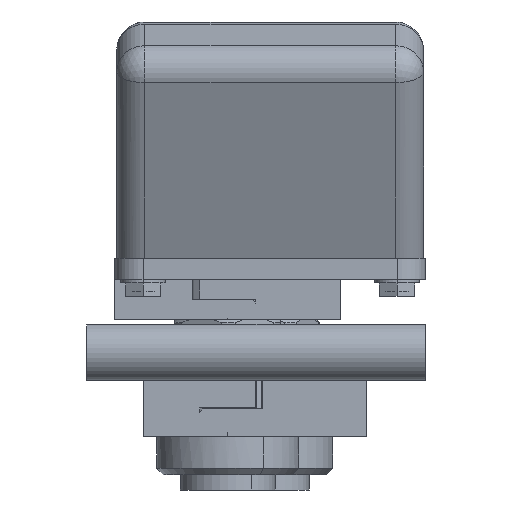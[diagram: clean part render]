
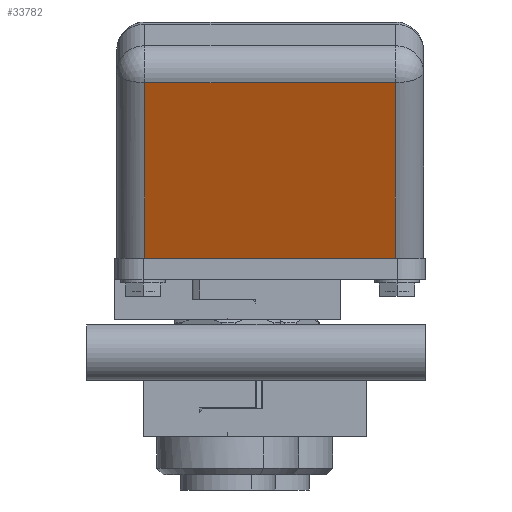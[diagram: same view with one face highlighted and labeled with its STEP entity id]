
A CAD part, left-side view. The second image highlights one B-rep face of the part: STEP entity #33782.
In plain terms, the highlighted planar face has unit normal (-0.924, 0, -0.383).
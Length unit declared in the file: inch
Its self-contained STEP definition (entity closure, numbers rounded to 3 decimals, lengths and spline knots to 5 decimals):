
#504=CARTESIAN_POINT('',(-3.72939,0.265,1.0816));
#544=CARTESIAN_POINT('',(-3.72939,2.485,1.0816));
#557=DIRECTION('',(0.,-1.,0.));
#558=VECTOR('',#557,2.22);
#559=CARTESIAN_POINT('',(-3.72939,2.485,1.0816));
#560=LINE('',#559,#558);
#11771=DIRECTION('',(-0.383,0.,0.924));
#11772=VECTOR('',#11771,1.68579);
#11773=CARTESIAN_POINT('',(-3.72939,0.265,1.0816));
#11774=LINE('',#11773,#11772);
#11783=DIRECTION('',(0.383,0.,-0.924));
#11784=VECTOR('',#11783,1.68579);
#11785=CARTESIAN_POINT('',(-4.37451,2.485,2.63906));
#11786=LINE('',#11785,#11784);
#11815=DIRECTION('',(0.,1.,0.));
#11816=VECTOR('',#11815,2.22);
#11817=CARTESIAN_POINT('',(-4.37451,0.265,
2.63906));
#11818=LINE('',#11817,#11816);
#14997=CARTESIAN_POINT('',(-4.37451,0.265,2.63906));
#14998=VERTEX_POINT('',#14997);
#14999=CARTESIAN_POINT('',(-4.37451,2.485,2.63906));
#15000=VERTEX_POINT('',#14999);
#16155=VERTEX_POINT('',#504);
#16161=VERTEX_POINT('',#544);
#33769=CARTESIAN_POINT('',(-4.05195,1.375,1.86033));
#33770=DIRECTION('',(0.924,0.,0.383));
#33771=DIRECTION('',(0.,-1.,0.));
#33772=AXIS2_PLACEMENT_3D('',#33769,#33770,#33771);
#33773=PLANE('',#33772);
#33774=ORIENTED_EDGE('',*,*,#17377,.F.);
#33776=ORIENTED_EDGE('',*,*,#33775,.F.);
#33778=ORIENTED_EDGE('',*,*,#33777,.F.);
#33779=ORIENTED_EDGE('',*,*,#33753,.F.);
#33780=EDGE_LOOP('',(#33774,#33776,#33778,#33779));
#33781=FACE_OUTER_BOUND('',#33780,.F.);
#17377=EDGE_CURVE('',#16161,#16155,#560,.T.);
#33753=EDGE_CURVE('',#16155,#14998,#11774,.T.);
#33775=EDGE_CURVE('',#15000,#16161,#11786,.T.);
#33777=EDGE_CURVE('',#14998,#15000,#11818,.T.);
#33782=ADVANCED_FACE('',(#33781),#33773,.F.);
